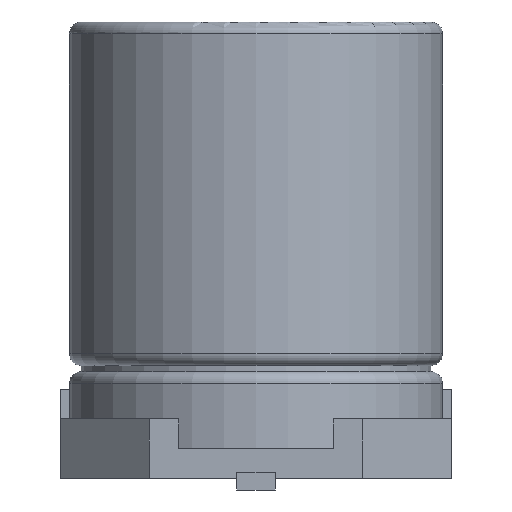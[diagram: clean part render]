
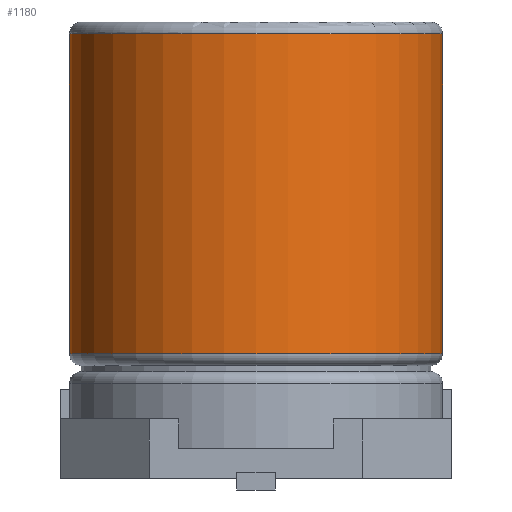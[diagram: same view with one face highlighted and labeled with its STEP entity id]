
A CAD part, front view. The second image highlights one B-rep face of the part: STEP entity #1180.
In plain terms, the highlighted cylindrical face has radius 3.15 mm (diameter 6.3 mm), a full revolution.
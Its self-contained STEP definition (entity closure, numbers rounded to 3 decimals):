
#1180 = ADVANCED_FACE('',(#1181),#1208,.T.);
#1181 = FACE_BOUND('',#1182,.F.);
#1182 = EDGE_LOOP('',(#1183,#1193,#1200,#1201));
#1183 = ORIENTED_EDGE('',*,*,#1184,.T.);
#1184 = EDGE_CURVE('',#1185,#1187,#1189,.T.);
#1185 = VERTEX_POINT('',#1186);
#1186 = CARTESIAN_POINT('',(3.15,0.,2.099));
#1187 = VERTEX_POINT('',#1188);
#1188 = CARTESIAN_POINT('',(3.15,0.,7.5));
#1189 = LINE('',#1190,#1191);
#1190 = CARTESIAN_POINT('',(3.15,0.,1.9));
#1191 = VECTOR('',#1192,1.);
#1192 = DIRECTION('',(0.,0.,1.));
#1193 = ORIENTED_EDGE('',*,*,#1194,.T.);
#1194 = EDGE_CURVE('',#1187,#1187,#1195,.T.);
#1195 = CIRCLE('',#1196,3.15);
#1196 = AXIS2_PLACEMENT_3D('',#1197,#1198,#1199);
#1197 = CARTESIAN_POINT('',(0.,0.,7.5));
#1198 = DIRECTION('',(0.,0.,1.));
#1199 = DIRECTION('',(1.,0.,0.));
#1200 = ORIENTED_EDGE('',*,*,#1184,.F.);
#1201 = ORIENTED_EDGE('',*,*,#1202,.F.);
#1202 = EDGE_CURVE('',#1185,#1185,#1203,.T.);
#1203 = CIRCLE('',#1204,3.15);
#1204 = AXIS2_PLACEMENT_3D('',#1205,#1206,#1207);
#1205 = CARTESIAN_POINT('',(0.,0.,2.099));
#1206 = DIRECTION('',(0.,0.,1.));
#1207 = DIRECTION('',(1.,0.,0.));
#1208 = CYLINDRICAL_SURFACE('',#1209,3.15);
#1209 = AXIS2_PLACEMENT_3D('',#1210,#1211,#1212);
#1210 = CARTESIAN_POINT('',(0.,0.,1.9));
#1211 = DIRECTION('',(-0.,-0.,-1.));
#1212 = DIRECTION('',(1.,0.,0.));
